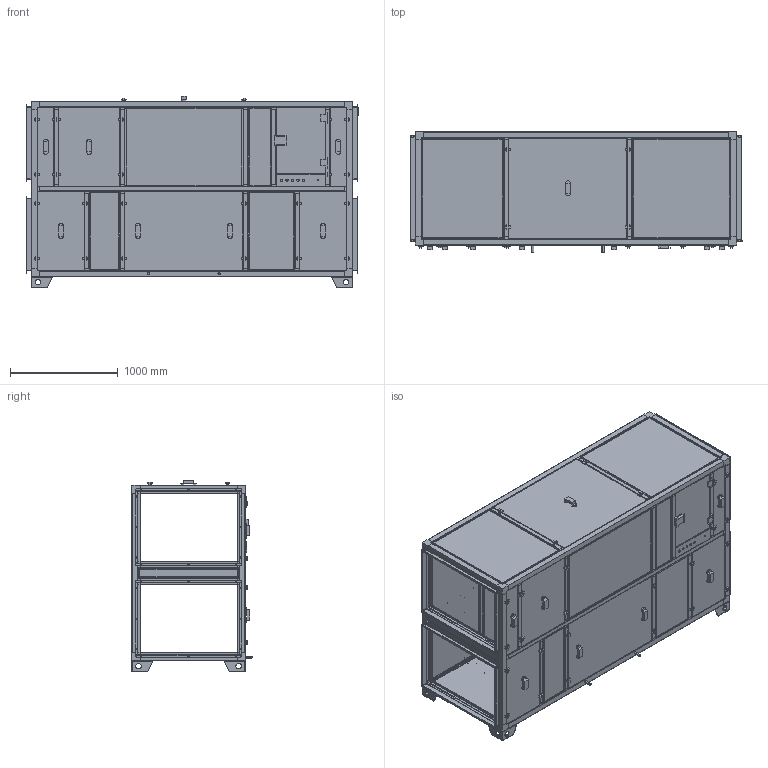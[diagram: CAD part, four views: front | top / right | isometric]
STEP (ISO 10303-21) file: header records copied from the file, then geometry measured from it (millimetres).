
FILE_DESCRIPTION (( 'STEP AP203' ), '1' );
FILE_NAME ('M4540V R.STEP', '2024-09-23T10:26:47', ( '' ), ( '' ), 'SwSTEP 2.0', 'SolidWorks 2023', '' );
FILE_SCHEMA (( 'CONFIG_CONTROL_DESIGN' ));
Length unit declared in the file: millimetre
Products named in the file (176): X M4540V 2201 D_Düz.STEP.STEP; X M4540V 2060 D_Düz.STEP.STEP; X M4540V 2200 BC.STEP.STEP; X M4540V 2202 TY.STEP.STEP; X M4540V-K.Profil-25_Isı köprüsüz.STEP.STEP; X M4540V 2007 PIC-YUK.STEP.STEP; X M4540V 2001 D_Düz.STEP.STEP; X M4540V 2013 I_Düz.STEP.STEP; X M4540V-KB.STEP.STEP; X M4540V 2202 I_Düz.STEP.STEP; X M4540V 2060 DC-EN_Plastik.STEP.STEP; X M4540V 2030 D_Düz.STEP.STEP; X M4540V 2009 TY.STEP.STEP; X M4540V-AB.STEP.STEP; X M4540V 2008 D_Düz.STEP.STEP; X M4540V 2009 I_Düz.STEP.STEP; X M4540V 2002_Parça kodlu.STEP.STEP; X M4540V 2003 D_Düz.STEP.STEP; X M4540V 2204_Parça kodlu.STEP.STEP; X M4540V 2008 DC-YUK_Plastik.STEP.STEP; X M4540V 2013_Parça kodlu.STEP.STEP; X M4540V 2007 DC-YUK_Plastik.STEP.STEP; X M4540V 2003_Parça kodlu.STEP.STEP; X M4540V 2010 DC-YUK_Plastik.STEP.STEP; X M4540V 2204 BC.STEP.STEP; X M4540V 2006 TY.STEP.STEP; X M4540V 2014_Parça kodlu.STEP.STEP; X M4540V 2007 TY.STEP.STEP; X M4540V 2001 DC-EN_Plastik.STEP.STEP; X M4540V 2002 PIC-EN.STEP.STEP; X M4540V 2200 I_Düz.STEP.STEP; X M4540V 2011 PIC-EN.STEP.STEP; X M4540V 2014 TY.STEP.STEP; X M4540V 2012 TY.STEP.STEP; X M4540V 2013 DC-YUK_Plastik.STEP.STEP; X M4540V 2060 PIC-EN.STEP.STEP; X M4540V Ayak.STEP.STEP; X M4540V IS 16.STEP.STEP; X M4540V 2204 D_Düz.STEP.STEP; X M4540V 2003 PIC-EN.STEP.STEP ...
Assembly tree (404 placements, depth 7):
  M4540V R
    M4540V R.STEP
      M4540V R.STEP.STEP
        X M4540V-M51 Montaj.STEP.STEP
          X M4540V-M51-Profil Montaj.STEP.STEP
            X M4540V-K.Profil-26_Isı köprüsüz.STEP.STEP  x4
            X M4540V-K.Profil-25_Isı köprüsüz.STEP.STEP  x4
            X M4540V-K.Profil-27_Isı köprüsüz.STEP.STEP  x4
            X M4540V-A.Profil-7_Isı köprüsüz.STEP.STEP  x3
            X M4540V-AB.STEP.STEP  x42
            X M4540V-KB.STEP.STEP  x8
            X M4540V-A.Profil-8_Isı köprüsüz.STEP.STEP
            X M4540V-A.Profil-6_Isı köprüsüz.STEP.STEP  x8
            X M4540V-A.Profil-9_Isı köprüsüz.STEP.STEP  x9
          X M4540V 2001_Parça kodlu.STEP.STEP
            X M4540V 2001 D_Düz.STEP.STEP
            X M4540V 2001 I_Düz.STEP.STEP
            X M4540V 2001 DC-EN_Plastik.STEP.STEP  x2
            X M4540V 2001 DC-YUK_Plastik.STEP.STEP  x2
            X M4540V 2001 PIC-EN.STEP.STEP  x2
            X M4540V 2001 PIC-YUK.STEP.STEP  x2
            X M4540V 2001 TY.STEP.STEP
            X M4540V CBKP.STEP.STEP  x4
          X M4540V 2002_Parça kodlu.STEP.STEP
            X M4540V 2002 D_Düz.STEP.STEP
            X M4540V 2002 I_Düz.STEP.STEP
            X M4540V 2002 DC-EN_Plastik.STEP.STEP  x2
            X M4540V 2002 DC-YUK_Plastik.STEP.STEP  x2
            X M4540V 2002 PIC-EN.STEP.STEP  x2
            X M4540V 2002 PIC-YUK.STEP.STEP  x2
            X M4540V 2002 TY.STEP.STEP
            X M4540V CBKP.STEP.STEP  x4
          X M4540V 2030_Parça kodlu.STEP.STEP
            X M4540V 2030 D_Düz.STEP.STEP
            X M4540V 2030 I_Düz.STEP.STEP
            X M4540V 2030 DC-EN_Plastik.STEP.STEP  x2
            X M4540V 2030 DC-YUK_Plastik.STEP.STEP  x2
            X M4540V 2030 PIC-EN.STEP.STEP  x2
            X M4540V 2030 PIC-YUK.STEP.STEP  x2
            X M4540V 2030 TY.STEP.STEP
            X M4540V CBKP.STEP.STEP  x4
          X M4540V 2003_Parça kodlu.STEP.STEP
            X M4540V 2003 D_Düz.STEP.STEP
            X M4540V 2003 I_Düz.STEP.STEP
            X M4540V 2003 DC-EN_Plastik.STEP.STEP  x2
            X M4540V 2003 DC-YUK_Plastik.STEP.STEP  x2
            X M4540V 2003 PIC-EN.STEP.STEP  x2
            X M4540V 2003 PIC-YUK.STEP.STEP  x2
            X M4540V 2003 TY.STEP.STEP
            X M4540V CBKP.STEP.STEP  x4
          X M4540V 2100_Parça kodlu.STEP.STEP
            X M4540V 2100 D_Düz.STEP.STEP
            X M4540V 2100 I_Düz.STEP.STEP
            X M4540V ME.STEP.STEP  x2
            X M4540V Kİ.STEP.STEP
            X M4540V 2100 TY.STEP.STEP
            X M4540V 2100 BC.STEP.STEP
          X M4540V 2200_Parça kodlu.STEP.STEP  x2
            X M4540V 2200 D_Düz.STEP.STEP
            X M4540V 2200 I_Düz.STEP.STEP
Bounding box: 3080 x 1113.65 x 1773 mm (x, y, z)
Volume: 584635499.7 mm3; surface area: 118817772.6 mm2
Topology: 418 solids, 418 shells, 9334 faces, 21744 edges, 13274 vertices
Faces by surface type: plane 6356, cylinder 2702, bspline 276
Entity records: 186163 total; most frequent: CARTESIAN_POINT 35645, DIRECTION 26701, ORIENTED_EDGE 24734, EDGE_CURVE 12367, AXIS2_PLACEMENT_3D 9104, VECTOR 8493, LINE 8493, VERTEX_POINT 7296
